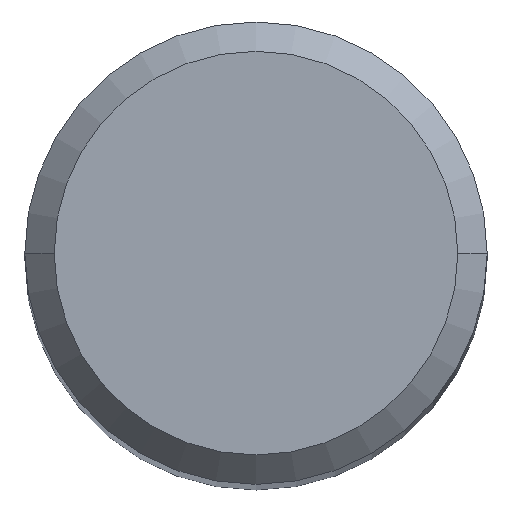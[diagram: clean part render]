
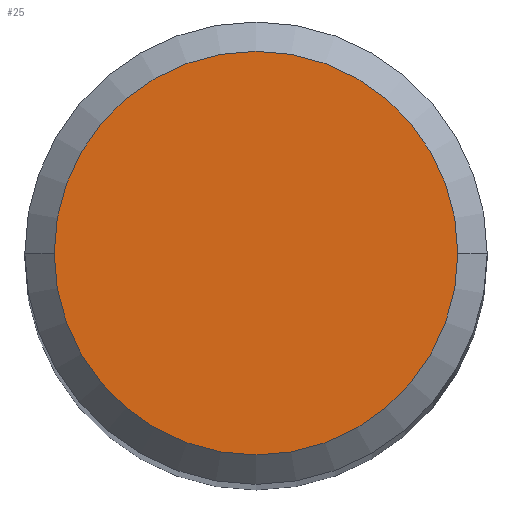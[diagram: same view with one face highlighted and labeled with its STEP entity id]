
A CAD part, top view. The second image highlights one B-rep face of the part: STEP entity #25.
In plain terms, the highlighted planar face has unit normal (0, 0, 1).
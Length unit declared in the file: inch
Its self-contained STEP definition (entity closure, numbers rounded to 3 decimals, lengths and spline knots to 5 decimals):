
#25 = ADVANCED_FACE ( 'NONE', ( #311 ), #412, .T. ) ;
#28 = CIRCLE ( 'NONE', #321, 0.10311 ) ;
#34 = CARTESIAN_POINT ( 'NONE',  ( -0.10311, 0., 2.24409 ) ) ;
#56 = CARTESIAN_POINT ( 'NONE',  ( 0.10311, 0., 2.24409 ) ) ;
#83 = DIRECTION ( 'NONE',  ( 1., 0., 0. ) ) ;
#110 = DIRECTION ( 'NONE',  ( 1., 0., 0. ) ) ;
#123 = VERTEX_POINT ( 'NONE', #56 ) ;
#124 = AXIS2_PLACEMENT_3D ( 'NONE', #398, #172, #380 ) ;
#153 = ORIENTED_EDGE ( 'NONE', *, *, #306, .T. ) ;
#166 = EDGE_CURVE ( 'NONE', #123, #393, #291, .T. ) ;
#171 = CARTESIAN_POINT ( 'NONE',  ( 0., 0., 2.24409 ) ) ;
#172 = DIRECTION ( 'NONE',  ( 0., 0., 1. ) ) ;
#291 = CIRCLE ( 'NONE', #124, 0.10311 ) ;
#297 = AXIS2_PLACEMENT_3D ( 'NONE', #316, #402, #83 ) ;
#306 = EDGE_CURVE ( 'NONE', #393, #123, #28, .T. ) ;
#311 = FACE_OUTER_BOUND ( 'NONE', #333, .T. ) ;
#316 = CARTESIAN_POINT ( 'NONE',  ( 0., 0., 2.24409 ) ) ;
#321 = AXIS2_PLACEMENT_3D ( 'NONE', #171, #405, #110 ) ;
#333 = EDGE_LOOP ( 'NONE', ( #153, #354 ) ) ;
#354 = ORIENTED_EDGE ( 'NONE', *, *, #166, .T. ) ;
#380 = DIRECTION ( 'NONE',  ( 1., 0., 0. ) ) ;
#393 = VERTEX_POINT ( 'NONE', #34 ) ;
#398 = CARTESIAN_POINT ( 'NONE',  ( 0., 0., 2.24409 ) ) ;
#402 = DIRECTION ( 'NONE',  ( 0., 0., 1. ) ) ;
#405 = DIRECTION ( 'NONE',  ( 0., 0., 1. ) ) ;
#412 = PLANE ( 'NONE',  #297 ) ;
